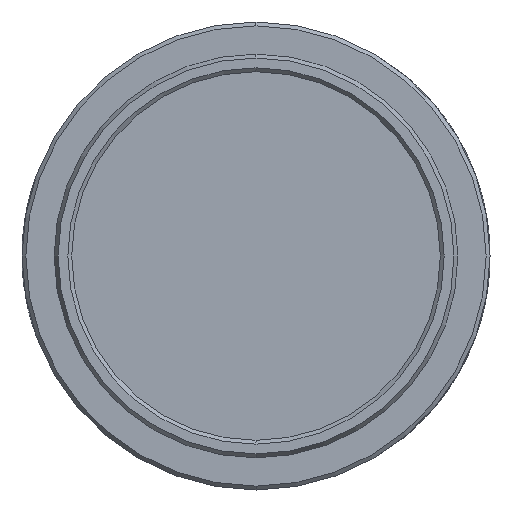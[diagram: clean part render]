
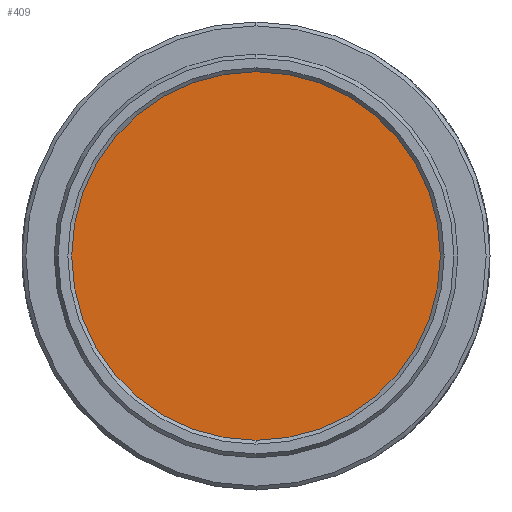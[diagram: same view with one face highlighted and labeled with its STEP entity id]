
A CAD part, left-side view. The second image highlights one B-rep face of the part: STEP entity #409.
In plain terms, the highlighted planar face has unit normal (-1, 0, 0).
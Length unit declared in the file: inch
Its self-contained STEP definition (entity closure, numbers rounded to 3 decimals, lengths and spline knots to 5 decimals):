
#73 = DIRECTION ( 'NONE',  ( 1., 0., 0. ) ) ;
#336 = AXIS2_PLACEMENT_3D ( 'NONE', #3084, #8475, #3861 ) ;
#409 = ADVANCED_FACE ( 'NONE', ( #9556 ), #6217, .F. ) ;
#819 = CARTESIAN_POINT ( 'NONE',  ( -0.075, 0., 0. ) ) ;
#885 = CARTESIAN_POINT ( 'NONE',  ( -0.075, 0., 0. ) ) ;
#1680 = DIRECTION ( 'NONE',  ( 0., 0., -1. ) ) ;
#2083 = CARTESIAN_POINT ( 'NONE',  ( -0.075, 0., 0.5 ) ) ;
#2442 = VERTEX_POINT ( 'NONE', #2083 ) ;
#3084 = CARTESIAN_POINT ( 'NONE',  ( -0.075, 0., 0. ) ) ;
#3130 = AXIS2_PLACEMENT_3D ( 'NONE', #885, #6279, #1680 ) ;
#3360 = CIRCLE ( 'NONE', #336, 0.5 ) ;
#3861 = DIRECTION ( 'NONE',  ( 0., 0., -1. ) ) ;
#4004 = AXIS2_PLACEMENT_3D ( 'NONE', #819, #73, #5461 ) ;
#5241 = CARTESIAN_POINT ( 'NONE',  ( -0.075, 0., -0.5 ) ) ;
#5461 = DIRECTION ( 'NONE',  ( 0., 0., -1. ) ) ;
#5735 = ORIENTED_EDGE ( 'NONE', *, *, #6656, .F. ) ;
#6203 = EDGE_LOOP ( 'NONE', ( #5735, #6705 ) ) ;
#6217 = PLANE ( 'NONE',  #4004 ) ;
#6236 = VERTEX_POINT ( 'NONE', #5241 ) ;
#6279 = DIRECTION ( 'NONE',  ( 1., 0., 0. ) ) ;
#6656 = EDGE_CURVE ( 'NONE', #6236, #2442, #3360, .T. ) ;
#6705 = ORIENTED_EDGE ( 'NONE', *, *, #9980, .F. ) ;
#7437 = CIRCLE ( 'NONE', #3130, 0.5 ) ;
#8475 = DIRECTION ( 'NONE',  ( 1., 0., 0. ) ) ;
#9556 = FACE_OUTER_BOUND ( 'NONE', #6203, .T. ) ;
#9980 = EDGE_CURVE ( 'NONE', #2442, #6236, #7437, .T. ) ;
